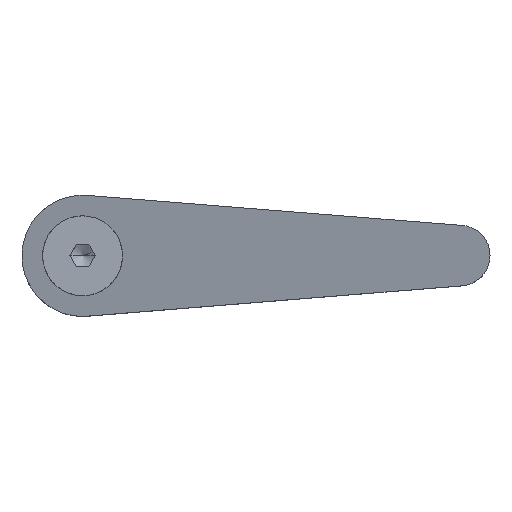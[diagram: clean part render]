
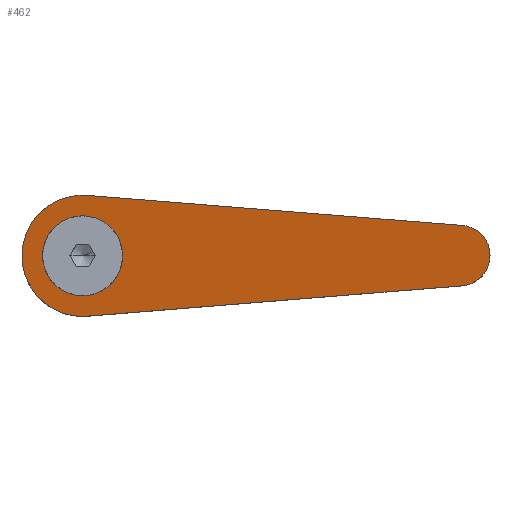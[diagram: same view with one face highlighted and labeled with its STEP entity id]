
A CAD part, top view. The second image highlights one B-rep face of the part: STEP entity #462.
In plain terms, the highlighted planar face has unit normal (-0.259, 0, 0.966).
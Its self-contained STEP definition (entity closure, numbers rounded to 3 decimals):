
#210=EDGE_CURVE('',#434,#480,#560,.T.);
#214=EDGE_CURVE('',#480,#460,#564,.T.);
#222=VERTEX_POINT('',#574);
#246=VERTEX_POINT('',#600);
#258=EDGE_CURVE('',#246,#264,#612,.T.);
#264=VERTEX_POINT('',#618);
#272=EDGE_CURVE('',#460,#434,#629,.T.);
#320=EDGE_CURVE('',#222,#518,#680,.T.);
#334=EDGE_CURVE('',#518,#246,#695,.T.);
#434=VERTEX_POINT('',#813);
#460=VERTEX_POINT('',#840);
#462=ADVANCED_FACE('',(#842,#843),#844,.F.);
#480=VERTEX_POINT('',#862);
#484=EDGE_CURVE('',#264,#512,#867,.T.);
#508=EDGE_CURVE('',#512,#222,#894,.T.);
#512=VERTEX_POINT('',#899);
#518=VERTEX_POINT('',#905);
#560=ELLIPSE('',#948,7.506,7.25);
#564=ELLIPSE('',#953,7.506,7.25);
#574=CARTESIAN_POINT('',(0.883,10.964,113.087));
#600=CARTESIAN_POINT('',(0.883,-10.964,113.087));
#612=LINE('',#1028,#1029);
#618=CARTESIAN_POINT('',(68.942,-5.482,131.34));
#629=ELLIPSE('',#1047,7.506,7.25);
#680=ELLIPSE('',#1123,11.389,11.0);
#695=ELLIPSE('',#1141,11.389,11.0);
#813=CARTESIAN_POINT('',(0.,-7.25,112.85));
#840=CARTESIAN_POINT('',(-0.793,7.207,112.638));
#842=FACE_OUTER_BOUND('',#1379,.T.);
#843=FACE_BOUND('',#1380,.T.);
#844=PLANE('',#1381);
#862=CARTESIAN_POINT('',(0.,7.25,112.85));
#867=ELLIPSE('',#1410,5.694,5.5);
#894=LINE('',#1448,#1449);
#899=CARTESIAN_POINT('',(68.942,5.482,131.34));
#905=CARTESIAN_POINT('',(-11.0,0.,109.9));
#948=AXIS2_PLACEMENT_3D('',#1502,#1503,#1504);
#953=AXIS2_PLACEMENT_3D('',#1505,#1506,#1507);
#1028=CARTESIAN_POINT('',(71.308,-5.292,131.975));
#1029=VECTOR('',#1546,1.0);
#1047=AXIS2_PLACEMENT_3D('',#1573,#1574,#1575);
#1123=AXIS2_PLACEMENT_3D('',#1623,#1624,#1625);
#1141=AXIS2_PLACEMENT_3D('',#1635,#1636,#1637);
#1379=EDGE_LOOP('',(#1828,#1829,#1830,#1831,#1832));
#1380=EDGE_LOOP('',(#1833,#1834,#1835));
#1381=AXIS2_PLACEMENT_3D('',#1836,#1837,#1838);
#1410=AXIS2_PLACEMENT_3D('',#1852,#1853,#1854);
#1448=CARTESIAN_POINT('',(39.549,7.85,123.457));
#1449=VECTOR('',#1891,1.0);
#1502=CARTESIAN_POINT('',(0.,0.,112.85));
#1503=DIRECTION('',(-0.259,0.,0.966));
#1504=DIRECTION('',(-0.966,0.0,-0.259));
#1505=CARTESIAN_POINT('',(0.,0.,112.85));
#1506=DIRECTION('',(-0.259,0.,0.966));
#1507=DIRECTION('',(-0.966,0.0,-0.259));
#1546=DIRECTION('',(0.963,0.078,0.258));
#1573=CARTESIAN_POINT('',(0.,0.,112.85));
#1574=DIRECTION('',(-0.259,0.,0.966));
#1575=DIRECTION('',(-0.966,0.0,-0.259));
#1623=CARTESIAN_POINT('',(0.,0.,112.85));
#1624=DIRECTION('',(-0.259,0.,0.966));
#1625=DIRECTION('',(-0.966,0.,-0.259));
#1635=CARTESIAN_POINT('',(0.,0.,112.85));
#1636=DIRECTION('',(-0.259,0.,0.966));
#1637=DIRECTION('',(-0.966,0.,-0.259));
#1828=ORIENTED_EDGE('',*,*,#320,.T.);
#1829=ORIENTED_EDGE('',*,*,#334,.T.);
#1830=ORIENTED_EDGE('',*,*,#258,.T.);
#1831=ORIENTED_EDGE('',*,*,#484,.T.);
#1832=ORIENTED_EDGE('',*,*,#508,.T.);
#1833=ORIENTED_EDGE('',*,*,#272,.F.);
#1834=ORIENTED_EDGE('',*,*,#214,.F.);
#1835=ORIENTED_EDGE('',*,*,#210,.F.);
#1836=CARTESIAN_POINT('',(32.975,0.,121.694));
#1837=DIRECTION('',(0.259,0.,-0.966));
#1838=DIRECTION('',(0.25,0.966,0.067));
#1852=CARTESIAN_POINT('',(68.5,0.0,131.222));
#1853=DIRECTION('',(-0.259,0.,0.966));
#1854=DIRECTION('',(0.966,0.,0.259));
#1891=DIRECTION('',(-0.963,0.078,-0.258));
